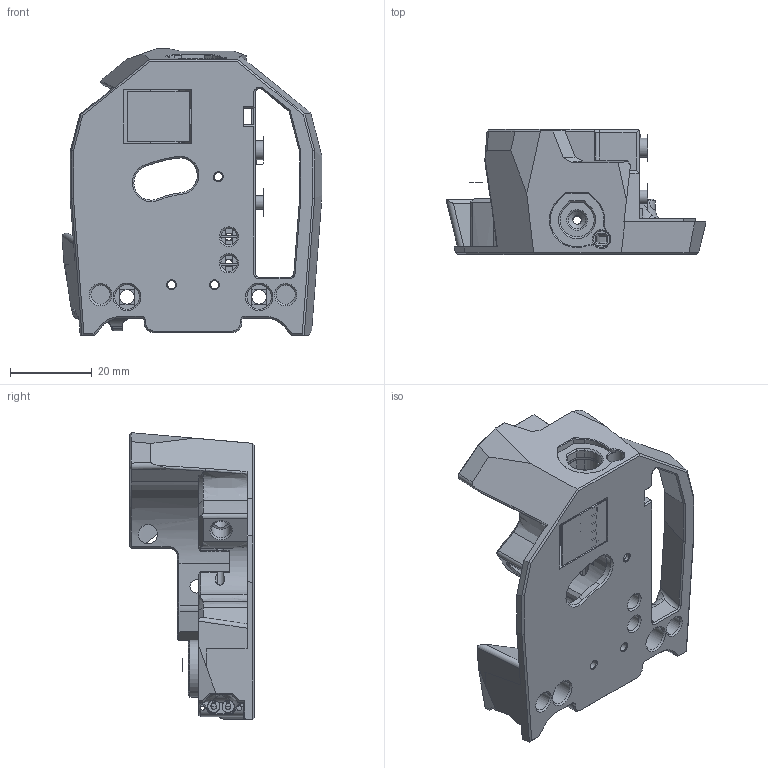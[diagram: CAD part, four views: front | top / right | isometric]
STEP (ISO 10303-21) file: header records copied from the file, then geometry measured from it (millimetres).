
FILE_DESCRIPTION(/* description */ ('','CAx-IF Rec.Pracs.---Representation and Presentation of Product Manufacturing Information (PMI)---4.0---2014-10-13'),/* implementation_level */ '2;1');
FILE_NAME(/* name */ 'G2E_Front_Body.step',/* time_stamp */ '2025-02-13T02:07:35+01:00',/* author */ (''),/* organization */ (''),/* preprocessor_version */ 'ST-DEVELOPER v20',/* originating_system */ 'Autodesk Translation Framework v13.20.0.188',/* authorisation */ '');
FILE_SCHEMA (('AP242_MANAGED_MODEL_BASED_3D_ENGINEERING_MIM_LF { 1 0 10303 442 1 1 4 }'));
Length unit declared in the file: millimetre
Products named in the file (1): Galileo 2 Extruder original
Bounding box: 63.77 x 30.6 x 70.3 mm (x, y, z)
Volume: 31664.6 mm3; surface area: 20817.4 mm2
Topology: 3 solids, 13 shells, 757 faces, 2006 edges, 1277 vertices
Faces by surface type: plane 494, cylinder 114, bspline 81, cone 66, torus 2
Full cylindrical faces by diameter (mm): 1 x1, 1.2 x1, 1.8 x4, 2 x3, 2.2 x1, 2.9 x1, 3 x2, 3.3 x1, 3.5 x3, 3.6 x1, 4 x2, 4.2 x1, 4.3 x1, 4.7 x9, 5 x1, 6 x2, 14 x1
Entity records: 27199 total; most frequent: CARTESIAN_POINT 8620, ORIENTED_EDGE 4010, DIRECTION 3570, EDGE_CURVE 2005, LINE 1404, VECTOR 1404, VERTEX_POINT 1277, AXIS2_PLACEMENT_3D 1083
